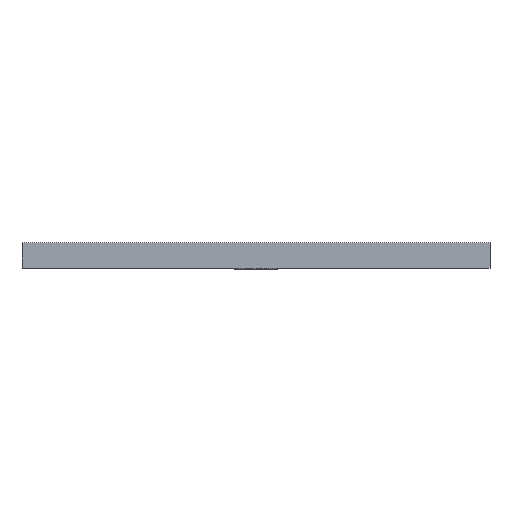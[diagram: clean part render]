
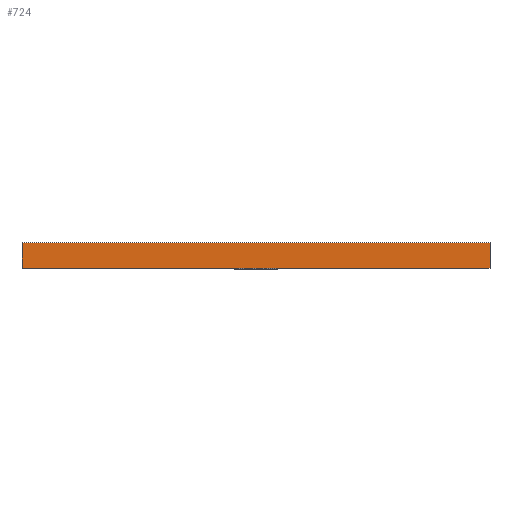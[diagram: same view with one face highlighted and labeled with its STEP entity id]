
A CAD part, top view. The second image highlights one B-rep face of the part: STEP entity #724.
In plain terms, the highlighted planar face has unit normal (0, 0, 1).
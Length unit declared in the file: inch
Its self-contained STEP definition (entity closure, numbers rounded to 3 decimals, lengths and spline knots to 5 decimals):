
#26 = VERTEX_POINT ( 'NONE', #515 ) ;
#44 = AXIS2_PLACEMENT_3D ( 'NONE', #138, #208, #675 ) ;
#53 = VERTEX_POINT ( 'NONE', #483 ) ;
#55 = LINE ( 'NONE', #381, #853 ) ;
#70 = LINE ( 'NONE', #636, #78 ) ;
#78 = VECTOR ( 'NONE', #86, 39.37008 ) ;
#81 = VECTOR ( 'NONE', #420, 39.37008 ) ;
#86 = DIRECTION ( 'NONE',  ( -1., 0., 0. ) ) ;
#87 = ORIENTED_EDGE ( 'NONE', *, *, #451, .T. ) ;
#123 = EDGE_CURVE ( 'NONE', #26, #53, #618, .T. ) ;
#138 = CARTESIAN_POINT ( 'NONE',  ( 0., 0.25, 0. ) ) ;
#205 = ORIENTED_EDGE ( 'NONE', *, *, #571, .T. ) ;
#208 = DIRECTION ( 'NONE',  ( 0., 0., -1. ) ) ;
#226 = CARTESIAN_POINT ( 'NONE',  ( 5.4, 0.25, 0. ) ) ;
#278 = EDGE_CURVE ( 'NONE', #26, #797, #70, .T. ) ;
#285 = CARTESIAN_POINT ( 'NONE',  ( 0., 0.29374, 0. ) ) ;
#313 = DIRECTION ( 'NONE',  ( 1., 0., 0. ) ) ;
#330 = EDGE_LOOP ( 'NONE', ( #87, #457, #523, #205 ) ) ;
#332 = DIRECTION ( 'NONE',  ( 0., -1., 0. ) ) ;
#381 = CARTESIAN_POINT ( 'NONE',  ( 0., 0., 0. ) ) ;
#420 = DIRECTION ( 'NONE',  ( 0., -1., 0. ) ) ;
#422 = CARTESIAN_POINT ( 'NONE',  ( 0., 0., 0. ) ) ;
#451 = EDGE_CURVE ( 'NONE', #841, #53, #55, .T. ) ;
#457 = ORIENTED_EDGE ( 'NONE', *, *, #123, .F. ) ;
#469 = PLANE ( 'NONE',  #44 ) ;
#483 = CARTESIAN_POINT ( 'NONE',  ( 5.4, 0., 0. ) ) ;
#515 = CARTESIAN_POINT ( 'NONE',  ( 5.4, 0.29374, 0. ) ) ;
#523 = ORIENTED_EDGE ( 'NONE', *, *, #278, .T. ) ;
#530 = CARTESIAN_POINT ( 'NONE',  ( 0., 0.25, 0. ) ) ;
#571 = EDGE_CURVE ( 'NONE', #797, #841, #616, .T. ) ;
#616 = LINE ( 'NONE', #530, #753 ) ;
#618 = LINE ( 'NONE', #226, #81 ) ;
#636 = CARTESIAN_POINT ( 'NONE',  ( 5.90191, 0.29374, 0. ) ) ;
#675 = DIRECTION ( 'NONE',  ( -1., 0., 0. ) ) ;
#724 = ADVANCED_FACE ( 'NONE', ( #818 ), #469, .F. ) ;
#753 = VECTOR ( 'NONE', #332, 39.37008 ) ;
#797 = VERTEX_POINT ( 'NONE', #285 ) ;
#818 = FACE_OUTER_BOUND ( 'NONE', #330, .T. ) ;
#841 = VERTEX_POINT ( 'NONE', #422 ) ;
#853 = VECTOR ( 'NONE', #313, 39.37008 ) ;
